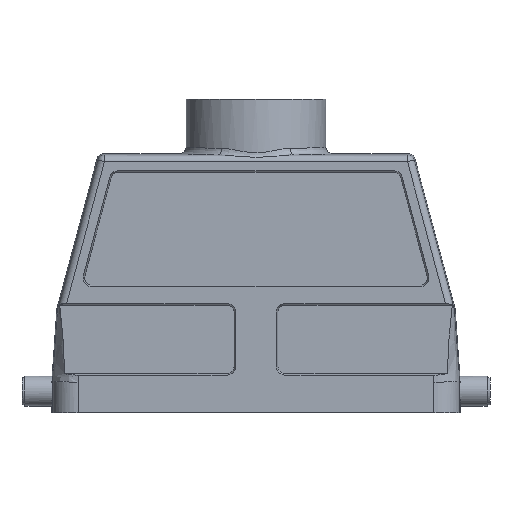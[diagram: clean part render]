
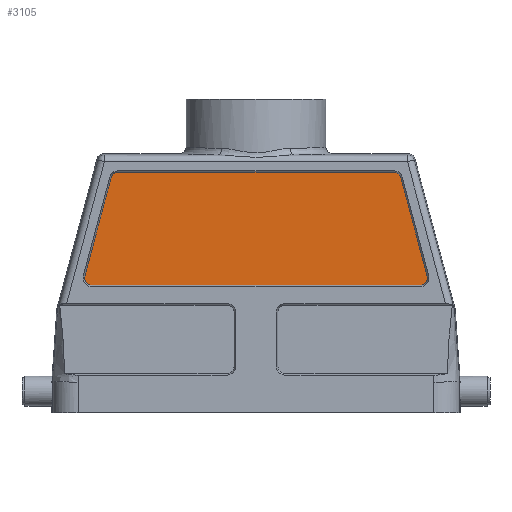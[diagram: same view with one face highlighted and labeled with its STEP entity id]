
A CAD part, front view. The second image highlights one B-rep face of the part: STEP entity #3105.
In plain terms, the highlighted planar face has unit normal (0, -1, 0).
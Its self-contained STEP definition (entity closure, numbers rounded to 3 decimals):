
#3030=CARTESIAN_POINT('',(0.0,-20.3,0.0));
#3031=DIRECTION('',(0.0,-1.0,0.0));
#3032=DIRECTION('',(0.0,0.0,-1.0));
#3033=AXIS2_PLACEMENT_3D('',#3030,#3031,#3032);
#3034=PLANE('',#3033);
#3035=CARTESIAN_POINT('',(-48.324,-20.3,28.287));
#3036=VERTEX_POINT('',#3035);
#3037=CARTESIAN_POINT('',(48.324,-20.3,28.287));
#3038=VERTEX_POINT('',#3037);
#3039=CARTESIAN_POINT('',(-48.324,-20.3,28.287));
#3040=DIRECTION('',(1.0,0.0,0.0));
#3041=VECTOR('',#3040,96.648);
#3042=LINE('',#3039,#3041);
#3043=EDGE_CURVE('',#3036,#3038,#3042,.T.);
#3044=ORIENTED_EDGE('',*,*,#3043,.T.);
#3045=CARTESIAN_POINT('',(50.317,-20.3,30.884));
#3046=VERTEX_POINT('',#3045);
#3047=CARTESIAN_POINT('',(48.324,-20.3,30.35));
#3048=DIRECTION('',(0.0,-1.0,0.0));
#3049=DIRECTION('',(0.0,0.0,-1.0));
#3050=AXIS2_PLACEMENT_3D('',#3047,#3048,#3049);
#3051=CIRCLE('',#3050,2.063);
#3052=EDGE_CURVE('',#3038,#3046,#3051,.T.);
#3053=ORIENTED_EDGE('',*,*,#3052,.T.);
#3054=CARTESIAN_POINT('',(42.546,-20.3,59.884));
#3055=VERTEX_POINT('',#3054);
#3056=CARTESIAN_POINT('',(42.546,-20.3,59.884));
#3057=DIRECTION('',(0.259,0.0,-0.966));
#3058=VECTOR('',#3057,30.023);
#3059=LINE('',#3056,#3058);
#3060=EDGE_CURVE('',#3055,#3046,#3059,.T.);
#3061=ORIENTED_EDGE('',*,*,#3060,.F.);
#3062=CARTESIAN_POINT('',(40.553,-20.3,61.413));
#3063=VERTEX_POINT('',#3062);
#3064=CARTESIAN_POINT('',(40.553,-20.3,59.35));
#3065=DIRECTION('',(0.0,1.0,0.0));
#3066=DIRECTION('',(0.0,0.0,-1.0));
#3067=AXIS2_PLACEMENT_3D('',#3064,#3065,#3066);
#3068=CIRCLE('',#3067,2.063);
#3069=EDGE_CURVE('',#3063,#3055,#3068,.T.);
#3070=ORIENTED_EDGE('',*,*,#3069,.F.);
#3071=CARTESIAN_POINT('',(-40.553,-20.3,61.413));
#3072=VERTEX_POINT('',#3071);
#3073=CARTESIAN_POINT('',(-40.553,-20.3,61.413));
#3074=DIRECTION('',(1.0,0.0,0.0));
#3075=VECTOR('',#3074,81.107);
#3076=LINE('',#3073,#3075);
#3077=EDGE_CURVE('',#3072,#3063,#3076,.T.);
#3078=ORIENTED_EDGE('',*,*,#3077,.F.);
#3079=CARTESIAN_POINT('',(-42.546,-20.3,59.884));
#3080=VERTEX_POINT('',#3079);
#3081=CARTESIAN_POINT('',(-40.553,-20.3,59.35));
#3082=DIRECTION('',(0.0,-1.0,0.0));
#3083=DIRECTION('',(0.0,0.0,-1.0));
#3084=AXIS2_PLACEMENT_3D('',#3081,#3082,#3083);
#3085=CIRCLE('',#3084,2.063);
#3086=EDGE_CURVE('',#3072,#3080,#3085,.T.);
#3087=ORIENTED_EDGE('',*,*,#3086,.T.);
#3088=CARTESIAN_POINT('',(-50.317,-20.3,30.884));
#3089=VERTEX_POINT('',#3088);
#3090=CARTESIAN_POINT('',(-42.546,-20.3,59.884));
#3091=DIRECTION('',(-0.259,0.0,-0.966));
#3092=VECTOR('',#3091,30.023);
#3093=LINE('',#3090,#3092);
#3094=EDGE_CURVE('',#3080,#3089,#3093,.T.);
#3095=ORIENTED_EDGE('',*,*,#3094,.T.);
#3096=CARTESIAN_POINT('',(-48.324,-20.3,30.35));
#3097=DIRECTION('',(0.0,-1.0,0.0));
#3098=DIRECTION('',(0.0,0.0,-1.0));
#3099=AXIS2_PLACEMENT_3D('',#3096,#3097,#3098);
#3100=CIRCLE('',#3099,2.063);
#3101=EDGE_CURVE('',#3089,#3036,#3100,.T.);
#3102=ORIENTED_EDGE('',*,*,#3101,.T.);
#3103=EDGE_LOOP('',(#3044,#3053,#3061,#3070,#3078,#3087,#3095,#3102));
#3104=FACE_OUTER_BOUND('',#3103,.T.);
#3105=ADVANCED_FACE('',(#3104),#3034,.T.);
